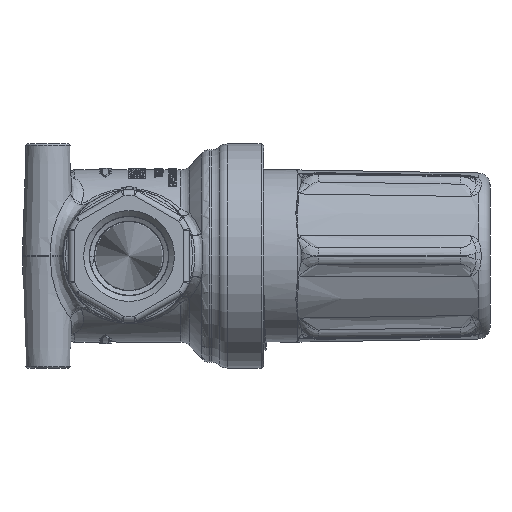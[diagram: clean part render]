
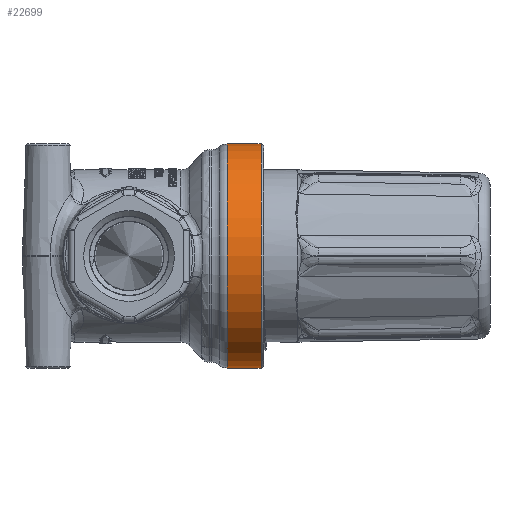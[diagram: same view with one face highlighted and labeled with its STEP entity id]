
A CAD part, left-side view. The second image highlights one B-rep face of the part: STEP entity #22699.
In plain terms, the highlighted cylindrical face has radius 30.099 mm (diameter 60.198 mm), a full revolution.
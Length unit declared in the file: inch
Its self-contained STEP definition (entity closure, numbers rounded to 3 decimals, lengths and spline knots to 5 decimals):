
#1504=CIRCLE('',#24231,1.185);
#1505=CIRCLE('',#24232,1.185);
#1506=CIRCLE('',#24233,1.185);
#1507=CIRCLE('',#24235,1.185);
#1508=CIRCLE('',#24236,1.185);
#1509=CIRCLE('',#24237,1.185);
#2380=CYLINDRICAL_SURFACE('',#24234,1.185);
#2585=FACE_OUTER_BOUND('',#3972,.T.);
#3972=EDGE_LOOP('',(#15515,#15516,#15517,#15518,#15519,#15520,#15521,#15522));
#6675=LINE('',#35652,#8048);
#8048=VECTOR('',#26255,1.185);
#9488=VERTEX_POINT('',#35643);
#9489=VERTEX_POINT('',#35645);
#9490=VERTEX_POINT('',#35647);
#9491=VERTEX_POINT('',#35651);
#9492=VERTEX_POINT('',#35653);
#9493=VERTEX_POINT('',#35655);
#11852=EDGE_CURVE('',#9488,#9489,#1504,.T.);
#11853=EDGE_CURVE('',#9489,#9490,#1505,.T.);
#11854=EDGE_CURVE('',#9490,#9488,#1506,.T.);
#11855=EDGE_CURVE('',#9490,#9491,#6675,.T.);
#11856=EDGE_CURVE('',#9492,#9491,#1507,.T.);
#11857=EDGE_CURVE('',#9493,#9492,#1508,.T.);
#11858=EDGE_CURVE('',#9491,#9493,#1509,.T.);
#15515=ORIENTED_EDGE('',*,*,#11853,.F.);
#15516=ORIENTED_EDGE('',*,*,#11852,.F.);
#15517=ORIENTED_EDGE('',*,*,#11854,.F.);
#15518=ORIENTED_EDGE('',*,*,#11855,.T.);
#15519=ORIENTED_EDGE('',*,*,#11856,.F.);
#15520=ORIENTED_EDGE('',*,*,#11857,.F.);
#15521=ORIENTED_EDGE('',*,*,#11858,.F.);
#15522=ORIENTED_EDGE('',*,*,#11855,.F.);
#22699=ADVANCED_FACE('',(#2585),#2380,.T.);
#24231=AXIS2_PLACEMENT_3D('',#35646,#26247,#26248);
#24232=AXIS2_PLACEMENT_3D('',#35648,#26249,#26250);
#24233=AXIS2_PLACEMENT_3D('',#35649,#26251,#26252);
#24234=AXIS2_PLACEMENT_3D('',#35650,#26253,#26254);
#24235=AXIS2_PLACEMENT_3D('',#35654,#26256,#26257);
#24236=AXIS2_PLACEMENT_3D('',#35656,#26258,#26259);
#24237=AXIS2_PLACEMENT_3D('',#35657,#26260,#26261);
#26247=DIRECTION('center_axis',(0.,1.,0.));
#26248=DIRECTION('ref_axis',(1.,0.,0.));
#26249=DIRECTION('center_axis',(0.,1.,0.));
#26250=DIRECTION('ref_axis',(1.,0.,0.));
#26251=DIRECTION('center_axis',(0.,1.,0.));
#26252=DIRECTION('ref_axis',(1.,0.,0.));
#26253=DIRECTION('center_axis',(0.,1.,0.));
#26254=DIRECTION('ref_axis',(-1.,0.,0.));
#26255=DIRECTION('',(0.,-1.,0.));
#26256=DIRECTION('center_axis',(0.,-1.,0.));
#26257=DIRECTION('ref_axis',(1.,0.,0.));
#26258=DIRECTION('center_axis',(0.,-1.,0.));
#26259=DIRECTION('ref_axis',(1.,0.,0.));
#26260=DIRECTION('center_axis',(0.,-1.,0.));
#26261=DIRECTION('ref_axis',(1.,0.,0.));
#35643=CARTESIAN_POINT('',(0.,-1.03678,-1.185));
#35645=CARTESIAN_POINT('',(-1.185,-1.03678,0.));
#35646=CARTESIAN_POINT('Origin',(0.,-1.03678,0.));
#35647=CARTESIAN_POINT('',(1.185,-1.03678,0.));
#35648=CARTESIAN_POINT('Origin',(0.,-1.03678,0.));
#35649=CARTESIAN_POINT('Origin',(0.,-1.03678,0.));
#35650=CARTESIAN_POINT('Origin',(0.,-1.205,0.));
#35651=CARTESIAN_POINT('',(1.185,-1.395,0.));
#35652=CARTESIAN_POINT('',(1.185,-1.205,0.));
#35653=CARTESIAN_POINT('',(0.,-1.395,-1.185));
#35654=CARTESIAN_POINT('Origin',(0.,-1.395,0.));
#35655=CARTESIAN_POINT('',(-1.185,-1.395,0.));
#35656=CARTESIAN_POINT('Origin',(0.,-1.395,0.));
#35657=CARTESIAN_POINT('Origin',(0.,-1.395,0.));
